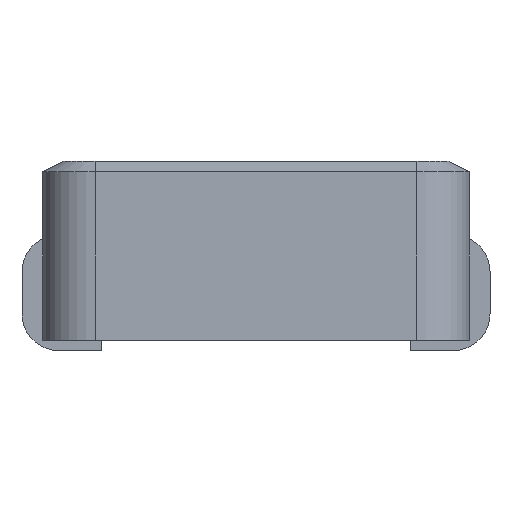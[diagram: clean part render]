
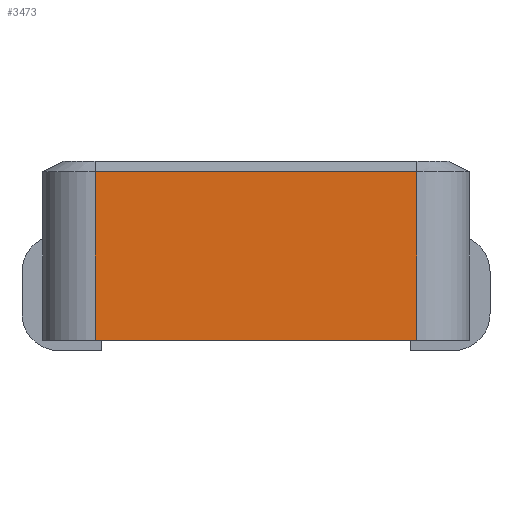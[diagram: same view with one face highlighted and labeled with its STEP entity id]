
A CAD part, front view. The second image highlights one B-rep face of the part: STEP entity #3473.
In plain terms, the highlighted planar face has unit normal (0, -1, 0).
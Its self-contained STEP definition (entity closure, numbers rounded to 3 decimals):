
#1522 = VERTEX_POINT('',#1523);
#1523 = CARTESIAN_POINT('',(1.53,-2.03,0.1));
#1530 = EDGE_CURVE('',#1531,#1522,#1533,.T.);
#1531 = VERTEX_POINT('',#1532);
#1532 = CARTESIAN_POINT('',(-1.53,-2.03,0.1));
#1533 = LINE('',#1534,#1535);
#1534 = CARTESIAN_POINT('',(-2.03,-2.03,0.1));
#1535 = VECTOR('',#1536,1.);
#1536 = DIRECTION('',(1.,0.,0.));
#3473 = ADVANCED_FACE('',(#3474),#3499,.F.);
#3474 = FACE_BOUND('',#3475,.T.);
#3475 = EDGE_LOOP('',(#3476,#3484,#3492,#3498));
#3476 = ORIENTED_EDGE('',*,*,#3477,.F.);
#3477 = EDGE_CURVE('',#3478,#1522,#3480,.T.);
#3478 = VERTEX_POINT('',#3479);
#3479 = CARTESIAN_POINT('',(1.53,-2.03,1.7));
#3480 = LINE('',#3481,#3482);
#3481 = CARTESIAN_POINT('',(1.53,-2.03,1.8));
#3482 = VECTOR('',#3483,1.);
#3483 = DIRECTION('',(0.,0.,-1.));
#3484 = ORIENTED_EDGE('',*,*,#3485,.T.);
#3485 = EDGE_CURVE('',#3478,#3486,#3488,.T.);
#3486 = VERTEX_POINT('',#3487);
#3487 = CARTESIAN_POINT('',(-1.53,-2.03,1.7));
#3488 = LINE('',#3489,#3490);
#3489 = CARTESIAN_POINT('',(-1.53,-2.03,1.7));
#3490 = VECTOR('',#3491,1.);
#3491 = DIRECTION('',(-1.,0.,0.));
#3492 = ORIENTED_EDGE('',*,*,#3493,.T.);
#3493 = EDGE_CURVE('',#3486,#1531,#3494,.T.);
#3494 = LINE('',#3495,#3496);
#3495 = CARTESIAN_POINT('',(-1.53,-2.03,1.8));
#3496 = VECTOR('',#3497,1.);
#3497 = DIRECTION('',(0.,0.,-1.));
#3498 = ORIENTED_EDGE('',*,*,#1530,.T.);
#3499 = PLANE('',#3500);
#3500 = AXIS2_PLACEMENT_3D('',#3501,#3502,#3503);
#3501 = CARTESIAN_POINT('',(-2.03,-2.03,1.8));
#3502 = DIRECTION('',(0.,1.,0.));
#3503 = DIRECTION('',(-1.,0.,0.));
